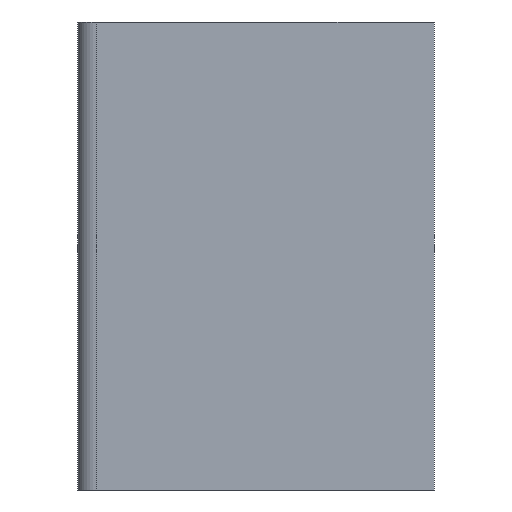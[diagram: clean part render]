
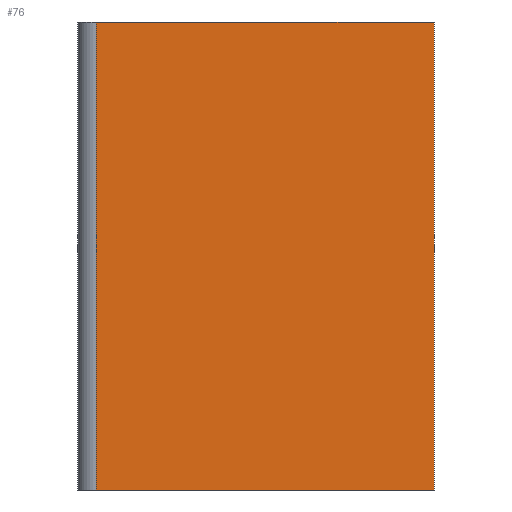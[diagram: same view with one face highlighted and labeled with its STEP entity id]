
A CAD part, front view. The second image highlights one B-rep face of the part: STEP entity #76.
In plain terms, the highlighted planar face has unit normal (0, -1, 0).
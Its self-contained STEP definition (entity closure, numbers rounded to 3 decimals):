
#76=ADVANCED_FACE('NONE',(#179),#180,.F.);
#179=FACE_OUTER_BOUND('',#323,.T.);
#180=PLANE('',#324);
#323=EDGE_LOOP('',(#617,#618,#619,#620));
#324=AXIS2_PLACEMENT_3D('',#621,#622,#623);
#617=ORIENTED_EDGE('',*,*,#1163,.F.);
#618=ORIENTED_EDGE('',*,*,#1164,.T.);
#619=ORIENTED_EDGE('',*,*,#1165,.T.);
#620=ORIENTED_EDGE('',*,*,#1166,.F.);
#621=CARTESIAN_POINT('',(0.,-12.7,6.3));
#622=DIRECTION('',(-0.0,1.0,0.0));
#623=DIRECTION('',(1.0,0.0,0.0));
#1163=EDGE_CURVE('NONE',#1493,#1494,#1495,.T.);
#1164=EDGE_CURVE('NONE',#1493,#1496,#1497,.T.);
#1165=EDGE_CURVE('NONE',#1496,#1498,#1499,.T.);
#1166=EDGE_CURVE('NONE',#1494,#1498,#1500,.T.);
#1493=VERTEX_POINT('NONE',#1963);
#1494=VERTEX_POINT('NONE',#1964);
#1495=LINE('',#1965,#1966);
#1496=VERTEX_POINT('NONE',#1967);
#1497=LINE('',#1968,#1969);
#1498=VERTEX_POINT('NONE',#1970);
#1499=LINE('',#1971,#1972);
#1500=LINE('',#1973,#1974);
#1963=CARTESIAN_POINT('',(0.25,-12.7,6.3));
#1964=CARTESIAN_POINT('',(4.8,-12.7,6.3));
#1965=CARTESIAN_POINT('',(0.,-12.7,6.3));
#1966=VECTOR('',#2207,1000.0);
#1967=CARTESIAN_POINT('',(0.25,-12.7,0.0));
#1968=CARTESIAN_POINT('',(0.25,-12.7,6.3));
#1969=VECTOR('',#2208,1000.0);
#1970=CARTESIAN_POINT('',(4.8,-12.7,0.0));
#1971=CARTESIAN_POINT('',(0.,-12.7,0.0));
#1972=VECTOR('',#2209,1000.0);
#1973=CARTESIAN_POINT('',(4.8,-12.7,6.3));
#1974=VECTOR('',#2210,1000.0);
#2207=DIRECTION('',(1.0,0.0,0.0));
#2208=DIRECTION('',(-0.0,0.0,-1.0));
#2209=DIRECTION('',(1.0,0.0,0.0));
#2210=DIRECTION('',(-0.0,-0.0,-1.0));
